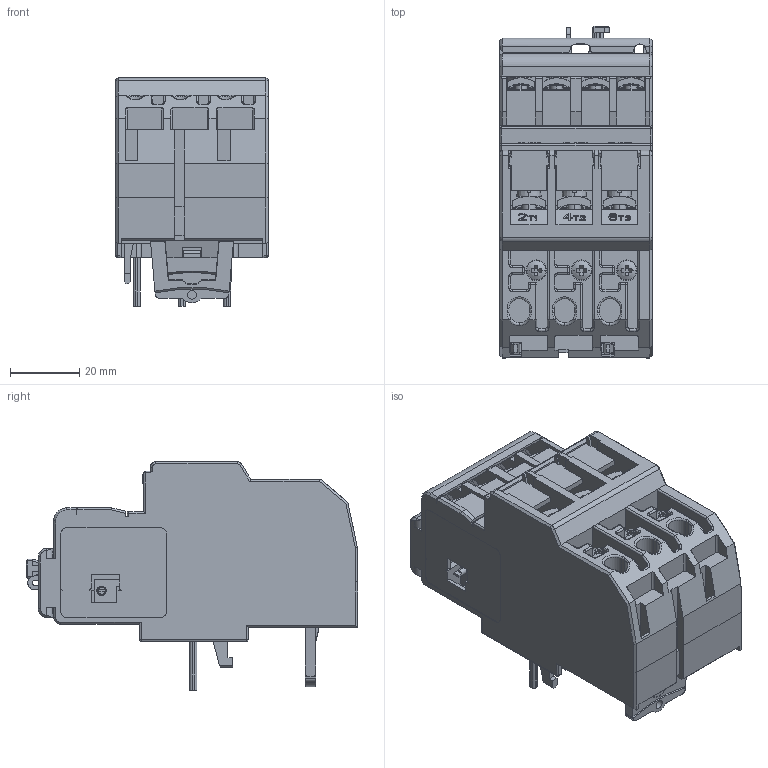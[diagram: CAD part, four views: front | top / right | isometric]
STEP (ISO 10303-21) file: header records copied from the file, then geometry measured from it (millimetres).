
FILE_DESCRIPTION((''),'2;1');
FILE_NAME('2331007700_SW0001','2025-09-29T',('li.xiao'),(''),'PRO/ENGINEER BY PARAMETRIC TECHNOLOGY CORPORATION, 2017170','PRO/ENGINEER BY PARAMETRIC TECHNOLOGY CORPORATION, 2017170','');
FILE_SCHEMA(('CONFIG_CONTROL_DESIGN'));
Products named in the file (1): 2331007700_SW0001
Bounding box: 44 x 96 x 66.05 mm (x, y, z)
Volume: 126178.3 mm3; surface area: 54719.2 mm2
Topology: 1 solids, 1 shells, 3227 faces, 8880 edges, 5683 vertices
Faces by surface type: plane 2096, cylinder 748, torus 111, extrusion 94, cone 75, bspline 74, sphere 29
Entity records: 110377 total; most frequent: CARTESIAN_POINT 28691, ORIENTED_EDGE 17754, DIRECTION 16078, EDGE_CURVE 8877, VECTOR 6328, LINE 6234, VERTEX_POINT 5683, AXIS2_PLACEMENT_3D 4875
